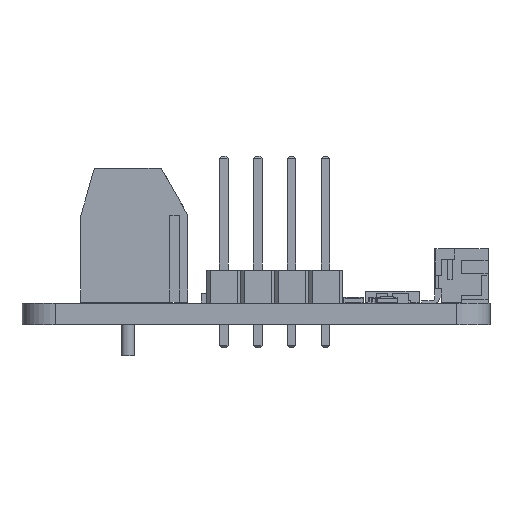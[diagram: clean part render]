
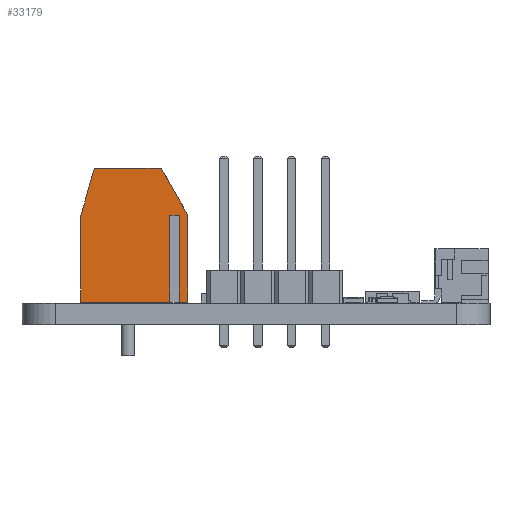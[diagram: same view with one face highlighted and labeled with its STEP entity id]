
A CAD part, front view. The second image highlights one B-rep face of the part: STEP entity #33179.
In plain terms, the highlighted planar face has unit normal (0, -1, 0).
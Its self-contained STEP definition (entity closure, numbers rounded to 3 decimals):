
#32666 = VERTEX_POINT('',#32667);
#32667 = CARTESIAN_POINT('',(-13.093,-10.,0.1));
#32675 = EDGE_CURVE('',#32666,#32676,#32678,.T.);
#32676 = VERTEX_POINT('',#32677);
#32677 = CARTESIAN_POINT('',(-13.093,-10.,6.6));
#32678 = LINE('',#32679,#32680);
#32679 = CARTESIAN_POINT('',(-13.093,-10.,0.1));
#32680 = VECTOR('',#32681,1.);
#32681 = DIRECTION('',(0.,0.,1.));
#32962 = EDGE_CURVE('',#32963,#32666,#32965,.T.);
#32963 = VERTEX_POINT('',#32964);
#32964 = CARTESIAN_POINT('',(-6.443,-10.,0.1));
#32965 = LINE('',#32966,#32967);
#32966 = CARTESIAN_POINT('',(-5.093,-10.,0.1));
#32967 = VECTOR('',#32968,1.);
#32968 = DIRECTION('',(-1.,0.,0.));
#33003 = VERTEX_POINT('',#33004);
#33004 = CARTESIAN_POINT('',(-5.743,-10.,0.1));
#33010 = EDGE_CURVE('',#33011,#33003,#33013,.T.);
#33011 = VERTEX_POINT('',#33012);
#33012 = CARTESIAN_POINT('',(-5.093,-10.,0.1));
#33013 = LINE('',#33014,#33015);
#33014 = CARTESIAN_POINT('',(-5.093,-10.,0.1));
#33015 = VECTOR('',#33016,1.);
#33016 = DIRECTION('',(-1.,0.,0.));
#33179 = ADVANCED_FACE('',(#33180),#33237,.T.);
#33180 = FACE_BOUND('',#33181,.T.);
#33181 = EDGE_LOOP('',(#33182,#33192,#33198,#33199,#33200,#33208,#33216,
    #33222,#33223,#33231));
#33182 = ORIENTED_EDGE('',*,*,#33183,.T.);
#33183 = EDGE_CURVE('',#33184,#33186,#33188,.T.);
#33184 = VERTEX_POINT('',#33185);
#33185 = CARTESIAN_POINT('',(-7.093,-10.,10.1));
#33186 = VERTEX_POINT('',#33187);
#33187 = CARTESIAN_POINT('',(-12.093,-10.,10.1));
#33188 = LINE('',#33189,#33190);
#33189 = CARTESIAN_POINT('',(-5.093,-10.,10.1));
#33190 = VECTOR('',#33191,1.);
#33191 = DIRECTION('',(-1.,0.,0.));
#33192 = ORIENTED_EDGE('',*,*,#33193,.T.);
#33193 = EDGE_CURVE('',#33186,#32676,#33194,.T.);
#33194 = LINE('',#33195,#33196);
#33195 = CARTESIAN_POINT('',(-13.4,-10.,5.527));
#33196 = VECTOR('',#33197,1.);
#33197 = DIRECTION('',(-0.275,0.,
    -0.962));
#33198 = ORIENTED_EDGE('',*,*,#32675,.F.);
#33199 = ORIENTED_EDGE('',*,*,#32962,.F.);
#33200 = ORIENTED_EDGE('',*,*,#33201,.T.);
#33201 = EDGE_CURVE('',#32963,#33202,#33204,.T.);
#33202 = VERTEX_POINT('',#33203);
#33203 = CARTESIAN_POINT('',(-6.443,-10.,6.6));
#33204 = LINE('',#33205,#33206);
#33205 = CARTESIAN_POINT('',(-6.443,-10.,0.1));
#33206 = VECTOR('',#33207,1.);
#33207 = DIRECTION('',(0.,0.,1.));
#33208 = ORIENTED_EDGE('',*,*,#33209,.F.);
#33209 = EDGE_CURVE('',#33210,#33202,#33212,.T.);
#33210 = VERTEX_POINT('',#33211);
#33211 = CARTESIAN_POINT('',(-5.743,-10.,6.6));
#33212 = LINE('',#33213,#33214);
#33213 = CARTESIAN_POINT('',(-5.743,-10.,6.6));
#33214 = VECTOR('',#33215,1.);
#33215 = DIRECTION('',(-1.,0.,0.));
#33216 = ORIENTED_EDGE('',*,*,#33217,.F.);
#33217 = EDGE_CURVE('',#33003,#33210,#33218,.T.);
#33218 = LINE('',#33219,#33220);
#33219 = CARTESIAN_POINT('',(-5.743,-10.,0.1));
#33220 = VECTOR('',#33221,1.);
#33221 = DIRECTION('',(0.,0.,1.));
#33222 = ORIENTED_EDGE('',*,*,#33010,.F.);
#33223 = ORIENTED_EDGE('',*,*,#33224,.T.);
#33224 = EDGE_CURVE('',#33011,#33225,#33227,.T.);
#33225 = VERTEX_POINT('',#33226);
#33226 = CARTESIAN_POINT('',(-5.093,-10.,6.6));
#33227 = LINE('',#33228,#33229);
#33228 = CARTESIAN_POINT('',(-5.093,-10.,0.1));
#33229 = VECTOR('',#33230,1.);
#33230 = DIRECTION('',(0.,0.,1.));
#33231 = ORIENTED_EDGE('',*,*,#33232,.T.);
#33232 = EDGE_CURVE('',#33225,#33184,#33233,.T.);
#33233 = LINE('',#33234,#33235);
#33234 = CARTESIAN_POINT('',(-4.193,-10.,5.025));
#33235 = VECTOR('',#33236,1.);
#33236 = DIRECTION('',(-0.496,0.,0.868
    ));
#33237 = PLANE('',#33238);
#33238 = AXIS2_PLACEMENT_3D('',#33239,#33240,#33241);
#33239 = CARTESIAN_POINT('',(-5.093,-10.,0.1));
#33240 = DIRECTION('',(0.,-1.,0.));
#33241 = DIRECTION('',(-1.,0.,0.));
